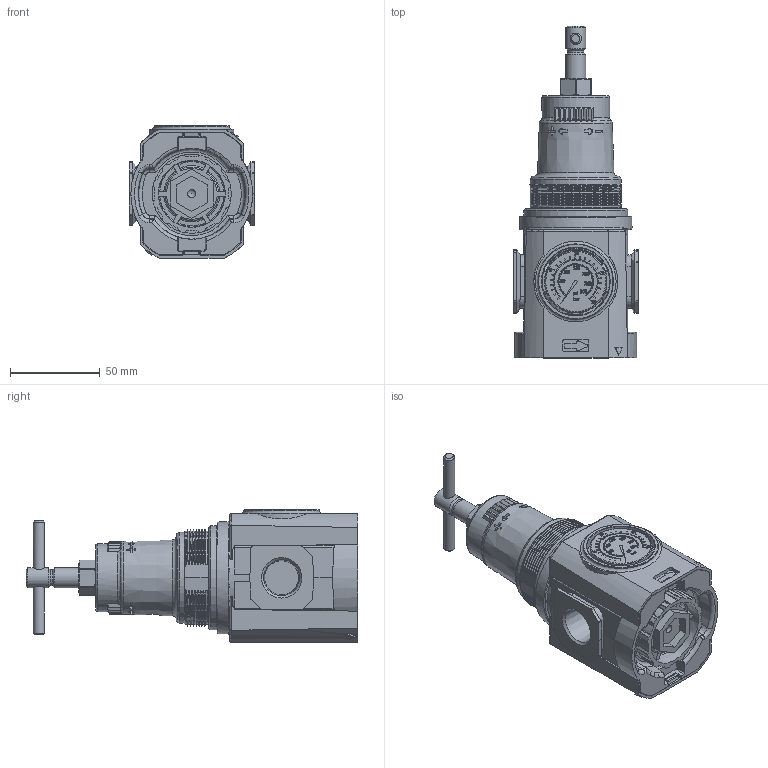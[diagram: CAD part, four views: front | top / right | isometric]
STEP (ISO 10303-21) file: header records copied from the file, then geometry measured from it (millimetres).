
FILE_DESCRIPTION( ( 'STEP AP214' ), '1' );
FILE_NAME( 'R84G-4AT-RSG(0).stp', '2019-03-05T17:10:23', ( '' ), ( '' ), ' ', 'PARTsolutions', ' ' );
FILE_SCHEMA( ( 'AUTOMOTIVE_DESIGN { 1 0 10303 214 1 1 1 1 }' ) );
Length unit declared in the file: millimetre
Products named in the file (6): R84G-4AT-RSG(0); _840011-4-A-R84G; _840036-65_R84G; _4327-89; _840030-50; _840073-03
Assembly tree (5 placements, depth 2):
  R84G-4AT-RSG(0)
    _840011-4-A-R84G
    _840036-65_R84G
    _4327-89
    _840030-50
    _840073-03
Bounding box: 70.25 x 185.29 x 74 mm (x, y, z)
Volume: 379579.3 mm3; surface area: 98771.1 mm2
Topology: 5 solids, 5 shells, 1919 faces, 5368 edges, 3555 vertices
Faces by surface type: cylinder 824, plane 809, torus 157, cone 124, bspline 4, sphere 1
Full cylindrical faces by diameter (mm): 1.5 x1, 4.5 x2, 5.64 x1, 6.27 x2, 9.12 x1, 10 x1, 11.11 x2, 13.88 x1, 16.46 x1, 21.6 x1, 29.4 x2, 32.6 x1, 33.18 x1, 37.8 x1, 44 x1, 51 x2, 51.4 x1, 58 x2, 59 x1
Entity records: 80911 total; most frequent: CARTESIAN_POINT 16264, ORIENTED_EDGE 10452, DIRECTION 10253, EDGE_CURVE 5226, AXIS2_PLACEMENT_3D 3879, VERTEX_POINT 3532, LINE 2495, VECTOR 2495
